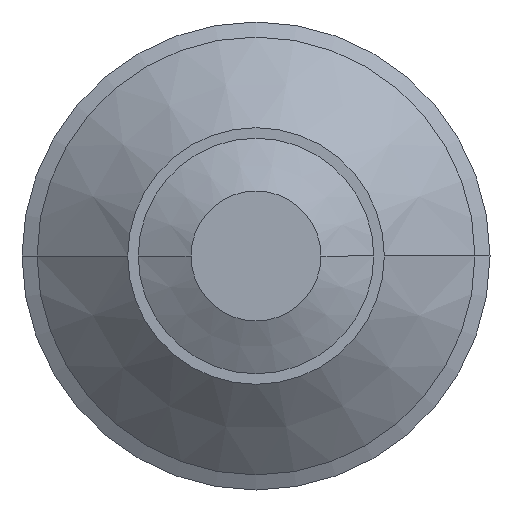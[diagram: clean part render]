
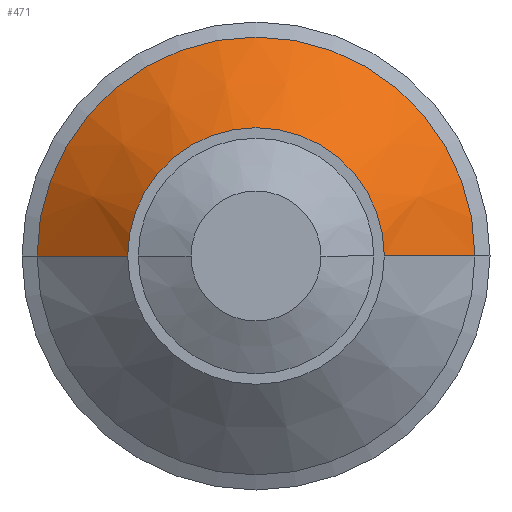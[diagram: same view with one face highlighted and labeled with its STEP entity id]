
A CAD part, left-side view. The second image highlights one B-rep face of the part: STEP entity #471.
In plain terms, the highlighted conical face has half-angle 49.25 degrees and reference radius 14.5 mm.
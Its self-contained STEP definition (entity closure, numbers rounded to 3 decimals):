
#43 = AXIS2_PLACEMENT_3D ( 'NONE', #306, #1217, #1026 ) ;
#44 = CONICAL_SURFACE ( 'NONE', #652, 14.5, 0.86 ) ;
#81 = VERTEX_POINT ( 'NONE', #307 ) ;
#89 = DIRECTION ( 'NONE',  ( 1., 0., 0. ) ) ;
#132 = CARTESIAN_POINT ( 'NONE',  ( -46.9, -8.5, 0. ) ) ;
#140 = EDGE_LOOP ( 'NONE', ( #698, #448, #749, #413 ) ) ;
#147 = DIRECTION ( 'NONE',  ( 0.653, 0.758, 0. ) ) ;
#198 = CIRCLE ( 'NONE', #43, 8.5 ) ;
#235 = CARTESIAN_POINT ( 'NONE',  ( -41.73, 14.5, 0. ) ) ;
#265 = EDGE_CURVE ( 'NONE', #81, #1199, #918, .T. ) ;
#306 = CARTESIAN_POINT ( 'NONE',  ( -46.9, 0., 0. ) ) ;
#307 = CARTESIAN_POINT ( 'NONE',  ( -46.9, 8.5, 0. ) ) ;
#413 = ORIENTED_EDGE ( 'NONE', *, *, #265, .F. ) ;
#442 = FACE_OUTER_BOUND ( 'NONE', #140, .T. ) ;
#448 = ORIENTED_EDGE ( 'NONE', *, *, #531, .T. ) ;
#471 = ADVANCED_FACE ( 'NONE', ( #442 ), #44, .T. ) ;
#487 = LINE ( 'NONE', #1105, #995 ) ;
#531 = EDGE_CURVE ( 'NONE', #766, #926, #487, .T. ) ;
#579 = CARTESIAN_POINT ( 'NONE',  ( -41.73, 0., 0. ) ) ;
#652 = AXIS2_PLACEMENT_3D ( 'NONE', #579, #89, #686 ) ;
#686 = DIRECTION ( 'NONE',  ( 0., 1., 0. ) ) ;
#698 = ORIENTED_EDGE ( 'NONE', *, *, #962, .T. ) ;
#749 = ORIENTED_EDGE ( 'NONE', *, *, #1128, .F. ) ;
#766 = VERTEX_POINT ( 'NONE', #132 ) ;
#853 = AXIS2_PLACEMENT_3D ( 'NONE', #1042, #937, #1039 ) ;
#899 = DIRECTION ( 'NONE',  ( 0.653, -0.758, 0. ) ) ;
#918 = LINE ( 'NONE', #960, #1241 ) ;
#926 = VERTEX_POINT ( 'NONE', #1227 ) ;
#935 = CIRCLE ( 'NONE', #853, 14.5 ) ;
#937 = DIRECTION ( 'NONE',  ( 1., 0., 0. ) ) ;
#960 = CARTESIAN_POINT ( 'NONE',  ( -41.73, 14.5, 0. ) ) ;
#962 = EDGE_CURVE ( 'NONE', #81, #766, #198, .T. ) ;
#995 = VECTOR ( 'NONE', #899, 1000. ) ;
#1026 = DIRECTION ( 'NONE',  ( 0., 1., 0. ) ) ;
#1039 = DIRECTION ( 'NONE',  ( 0., 1., 0. ) ) ;
#1042 = CARTESIAN_POINT ( 'NONE',  ( -41.73, 0., 0. ) ) ;
#1105 = CARTESIAN_POINT ( 'NONE',  ( -41.73, -14.5, 0. ) ) ;
#1128 = EDGE_CURVE ( 'NONE', #1199, #926, #935, .T. ) ;
#1199 = VERTEX_POINT ( 'NONE', #235 ) ;
#1217 = DIRECTION ( 'NONE',  ( 1., 0., 0. ) ) ;
#1227 = CARTESIAN_POINT ( 'NONE',  ( -41.73, -14.5, 0. ) ) ;
#1241 = VECTOR ( 'NONE', #147, 1000. ) ;
